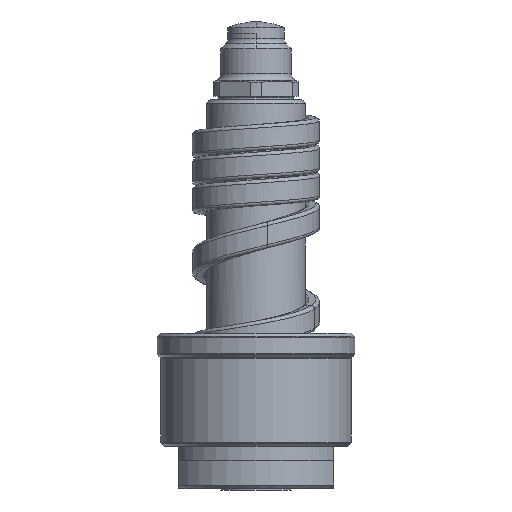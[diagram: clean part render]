
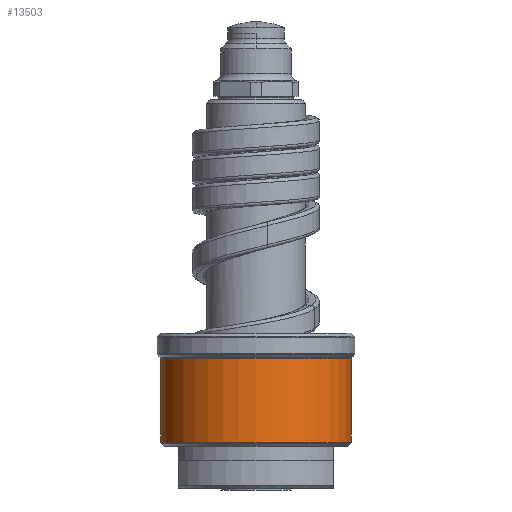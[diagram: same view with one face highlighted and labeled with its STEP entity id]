
A CAD part, front view. The second image highlights one B-rep face of the part: STEP entity #13503.
In plain terms, the highlighted cylindrical face has radius 13.5 mm (diameter 27 mm), a partial arc.
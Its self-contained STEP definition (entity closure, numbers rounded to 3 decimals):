
#4558=CARTESIAN_POINT('',(0.,0.,6.582));
#4559=DIRECTION('',(0.,0.,1.));
#4560=DIRECTION('',(-1.,0.,0.));
#4561=AXIS2_PLACEMENT_3D('',#4558,#4559,#4560);
#4563=DIRECTION('',(0.,0.,-1.));
#4564=VECTOR('',#4563,11.835);
#4565=CARTESIAN_POINT('',(-13.5,0.,18.417));
#4566=LINE('',#4565,#4564);
#4567=CARTESIAN_POINT('',(0.,0.,18.417));
#4568=DIRECTION('',(0.,0.,1.));
#4569=DIRECTION('',(-1.,0.,0.));
#4570=AXIS2_PLACEMENT_3D('',#4567,#4568,#4569);
#4572=DIRECTION('',(0.,0.,-1.));
#4573=VECTOR('',#4572,11.835);
#4574=CARTESIAN_POINT('',(13.5,0.,18.417));
#4575=LINE('',#4574,#4573);
#6191=CARTESIAN_POINT('',(13.5,0.,18.417));
#6192=CARTESIAN_POINT('',(-13.5,0.,18.417));
#6193=VERTEX_POINT('',#6191);
#6194=VERTEX_POINT('',#6192);
#6217=CARTESIAN_POINT('',(13.5,0.,6.582));
#6218=VERTEX_POINT('',#6217);
#6219=CARTESIAN_POINT('',(-13.5,0.,6.582));
#6220=VERTEX_POINT('',#6219);
#13491=CARTESIAN_POINT('',(0.,0.,5.2));
#13492=DIRECTION('',(0.,0.,1.));
#13493=DIRECTION('',(-1.,0.,0.));
#13494=AXIS2_PLACEMENT_3D('',#13491,#13492,#13493);
#13495=CYLINDRICAL_SURFACE('',#13494,13.5);
#13496=ORIENTED_EDGE('',*,*,#8459,.F.);
#13497=ORIENTED_EDGE('',*,*,#13482,.F.);
#13499=ORIENTED_EDGE('',*,*,#13498,.T.);
#13500=ORIENTED_EDGE('',*,*,#13478,.T.);
#13501=EDGE_LOOP('',(#13496,#13497,#13499,#13500));
#13502=FACE_OUTER_BOUND('',#13501,.F.);
#4562=CIRCLE('',#4561,13.5);
#4571=CIRCLE('',#4570,13.5);
#8459=EDGE_CURVE('',#6220,#6218,#4562,.T.);
#13478=EDGE_CURVE('',#6193,#6218,#4575,.T.);
#13482=EDGE_CURVE('',#6194,#6220,#4566,.T.);
#13498=EDGE_CURVE('',#6194,#6193,#4571,.T.);
#13503=ADVANCED_FACE('',(#13502),#13495,.T.);
